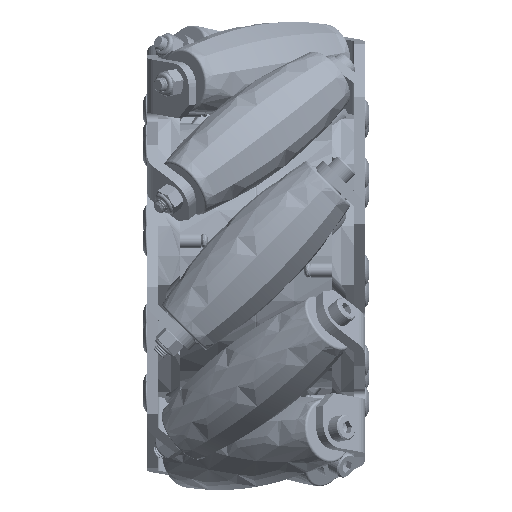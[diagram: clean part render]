
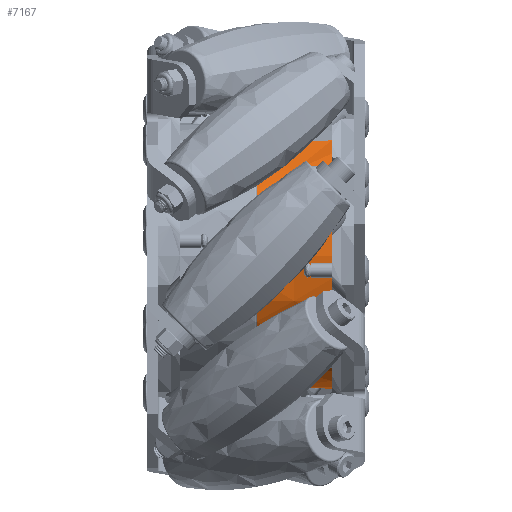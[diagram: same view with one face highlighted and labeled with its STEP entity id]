
A CAD part, top view. The second image highlights one B-rep face of the part: STEP entity #7167.
In plain terms, the highlighted conical face has half-angle 1 degrees and reference radius 28.575 mm.
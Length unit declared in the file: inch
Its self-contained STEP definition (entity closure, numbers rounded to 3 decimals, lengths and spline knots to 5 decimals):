
#1165 = ORIENTED_EDGE ( 'NONE', *, *, #15988, .T. ) ;
#2005 = FACE_OUTER_BOUND ( 'NONE', #9489, .T. ) ;
#2569 = DIRECTION ( 'NONE',  ( -1., 0., 0.017 ) ) ;
#2987 = ORIENTED_EDGE ( 'NONE', *, *, #10095, .T. ) ;
#3211 = CARTESIAN_POINT ( 'NONE',  ( 0.838, 0., -1.125 ) ) ;
#5809 = AXIS2_PLACEMENT_3D ( 'NONE', #23139, #28809, #35272 ) ;
#6362 = CARTESIAN_POINT ( 'NONE',  ( 0.83309, 0., 1.12509 ) ) ;
#7167 = ADVANCED_FACE ( 'NONE', ( #2005 ), #16366, .T. ) ;
#8062 = VERTEX_POINT ( 'NONE', #6362 ) ;
#8089 = DIRECTION ( 'NONE',  ( -1., 0., 0. ) ) ;
#8838 = CARTESIAN_POINT ( 'NONE',  ( 0.19241, 0., 1.13627 ) ) ;
#9489 = EDGE_LOOP ( 'NONE', ( #1165, #24697, #2987, #31092 ) ) ;
#10095 = EDGE_CURVE ( 'NONE', #24234, #26860, #37444, .T. ) ;
#10233 = CIRCLE ( 'NONE', #5809, 1.12509 ) ;
#10850 = VECTOR ( 'NONE', #2569, 39.37008 ) ;
#11040 = DIRECTION ( 'NONE',  ( 0., 0., -1. ) ) ;
#11608 = CARTESIAN_POINT ( 'NONE',  ( 0.838, 0., 1.125 ) ) ;
#11751 = CARTESIAN_POINT ( 'NONE',  ( 0.19241, 0., -1.13627 ) ) ;
#13332 = DIRECTION ( 'NONE',  ( 1., 0., 0. ) ) ;
#14972 = DIRECTION ( 'NONE',  ( -1., 0., -0.017 ) ) ;
#15988 = EDGE_CURVE ( 'NONE', #37287, #8062, #10233, .T. ) ;
#16366 = CONICAL_SURFACE ( 'NONE', #20127, 1.125, 0.017 ) ;
#20127 = AXIS2_PLACEMENT_3D ( 'NONE', #23530, #8089, #11040 ) ;
#21818 = AXIS2_PLACEMENT_3D ( 'NONE', #28743, #13332, #33865 ) ;
#21962 = CARTESIAN_POINT ( 'NONE',  ( 0.83309, 0., -1.12509 ) ) ;
#23139 = CARTESIAN_POINT ( 'NONE',  ( 0.83309, 0., 0. ) ) ;
#23530 = CARTESIAN_POINT ( 'NONE',  ( 0.838, 0., 0. ) ) ;
#24234 = VERTEX_POINT ( 'NONE', #8838 ) ;
#24697 = ORIENTED_EDGE ( 'NONE', *, *, #34694, .T. ) ;
#25820 = VECTOR ( 'NONE', #14972, 39.37008 ) ;
#26860 = VERTEX_POINT ( 'NONE', #11751 ) ;
#28743 = CARTESIAN_POINT ( 'NONE',  ( 0.19241, 0., 0. ) ) ;
#28809 = DIRECTION ( 'NONE',  ( -1., 0., 0. ) ) ;
#29767 = LINE ( 'NONE', #11608, #10850 ) ;
#31092 = ORIENTED_EDGE ( 'NONE', *, *, #34161, .F. ) ;
#33865 = DIRECTION ( 'NONE',  ( 0., 0., -1. ) ) ;
#34161 = EDGE_CURVE ( 'NONE', #37287, #26860, #35331, .T. ) ;
#34694 = EDGE_CURVE ( 'NONE', #8062, #24234, #29767, .T. ) ;
#35272 = DIRECTION ( 'NONE',  ( 0., 0., 1. ) ) ;
#35331 = LINE ( 'NONE', #3211, #25820 ) ;
#37287 = VERTEX_POINT ( 'NONE', #21962 ) ;
#37444 = CIRCLE ( 'NONE', #21818, 1.13627 ) ;
